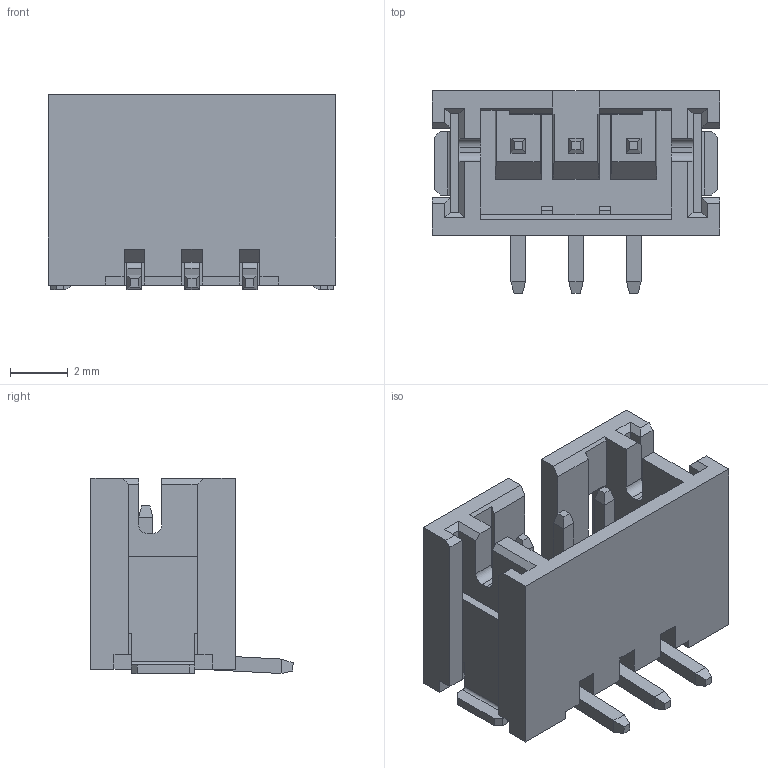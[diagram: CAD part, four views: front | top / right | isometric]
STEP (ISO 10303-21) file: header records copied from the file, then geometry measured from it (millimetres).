
FILE_DESCRIPTION(('FreeCAD Model'),'2;1');
FILE_NAME('Open CASCADE Shape Model','2025-11-30T20:06:43',(''),(''), 'Open CASCADE STEP processor 7.8','FreeCAD','Unknown');
FILE_SCHEMA(('AUTOMOTIVE_DESIGN { 1 0 10303 214 1 1 1 1 }'));
Length unit declared in the file: millimetre
Products named in the file (9): Assembly; B3B-PH-SM4-TB(LF)(SN)007; B3B-PH-SM4-TB(LF)(SN); B3B-PH-SM4-TB(LF)(SN)001; B3B-PH-SM4-TB(LF)(SN)002; B3B-PH-SM4-TB(LF)(SN)003; B3B-PH-SM4-TB(LF)(SN)004; B3B-PH-SM4-TB(LF)(SN)005; B3B-PH-SM4-TB(LF)(SN)006
Assembly tree (8 placements, depth 3):
  Assembly
    B3B-PH-SM4-TB(LF)(SN)007
      B3B-PH-SM4-TB(LF)(SN)
      B3B-PH-SM4-TB(LF)(SN)001
      B3B-PH-SM4-TB(LF)(SN)002
      B3B-PH-SM4-TB(LF)(SN)003
      B3B-PH-SM4-TB(LF)(SN)004
      B3B-PH-SM4-TB(LF)(SN)005
      B3B-PH-SM4-TB(LF)(SN)006
Bounding box: 9.95 x 7 x 6.75 mm (x, y, z)
Volume: 177.8 mm3; surface area: 611.1 mm2
Topology: 7 solids, 7 shells, 271 faces, 691 edges, 430 vertices
Faces by surface type: plane 255, cylinder 16
Entity records: 8156 total; most frequent: CARTESIAN_POINT 1401, ORIENTED_EDGE 1382, DIRECTION 1283, EDGE_CURVE 691, LINE 659, VECTOR 659, VERTEX_POINT 430, AXIS2_PLACEMENT_3D 312
